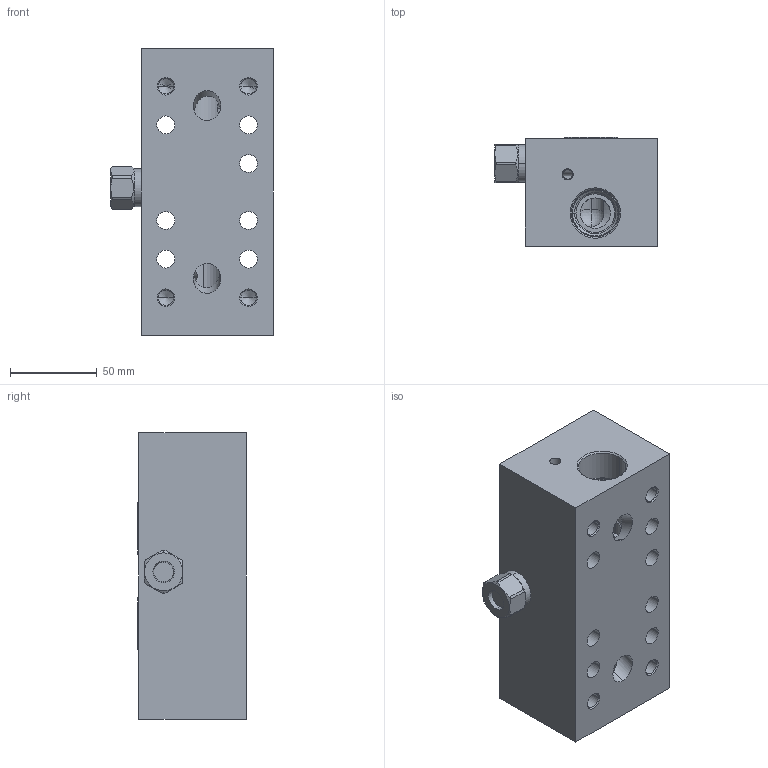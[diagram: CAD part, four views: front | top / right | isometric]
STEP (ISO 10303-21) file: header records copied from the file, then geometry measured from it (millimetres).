
FILE_DESCRIPTION((''),'2;1');
FILE_NAME('VWZ_ASM','2019-10-16T',('ProEService'),(''),'PRO/ENGINEER BY PARAMETRIC TECHNOLOGY CORPORATION, 2014200','PRO/ENGINEER BY PARAMETRIC TECHNOLOGY CORPORATION, 2014200','');
FILE_SCHEMA(('CONFIG_CONTROL_DESIGN'));
Length unit declared in the file: inch
Products named in the file (5): 152-683-001; 850-004-250; 500-001-214; CSAAEXN; VWZ_ASM
Assembly tree (6 placements, depth 2):
  VWZ_ASM
    152-683-001
    850-004-250  x2
    500-001-214  x2
    CSAAEXN
Bounding box: 93.68 x 62.66 x 165.1 mm (x, y, z)
Volume: 649449.6 mm3; surface area: 102755 mm2
Topology: 7 solids, 9 shells, 364 faces, 1130 edges, 920 vertices
Faces by surface type: cylinder 174, cone 90, plane 50, torus 26, revolution 14, sphere 10
Entity records: 15013 total; most frequent: CARTESIAN_POINT 5407, DIRECTION 2051, ORIENTED_EDGE 1636, EDGE_CURVE 818, AXIS2_PLACEMENT_3D 756, VECTOR 529, LINE 529, VERTEX_POINT 502
